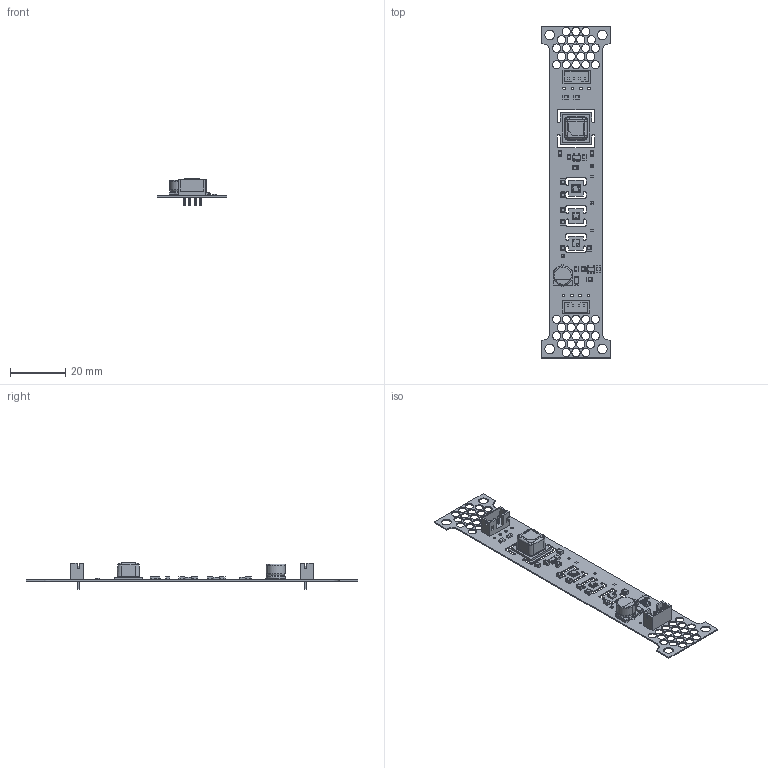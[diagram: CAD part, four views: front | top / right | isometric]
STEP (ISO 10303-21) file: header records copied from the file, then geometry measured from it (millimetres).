
FILE_DESCRIPTION(('Open CASCADE Model'),'2;1');
FILE_NAME('Open CASCADE Shape Model','2024-05-09T15:27:31',('Author'),( 'Open CASCADE'),'Open CASCADE STEP processor 7.5','Open CASCADE 7.5' ,'Unknown');
FILE_SCHEMA(('AUTOMOTIVE_DESIGN { 1 0 10303 214 1 1 1 1 }'));
Length unit declared in the file: millimetre
Products named in the file (32): Open CASCADE STEP translator 7.5 33; Open CASCADE STEP translator 7.5 34; Open CASCADE STEP translator 7.5 35; Open CASCADE STEP translator 7.5 36; Open CASCADE STEP translator 7.5 37; Open CASCADE STEP translator 7.5 38; Open CASCADE STEP translator 7.5 39; Open CASCADE STEP translator 7.5 40; Open CASCADE STEP translator 7.5 41; Open CASCADE STEP translator 7.5 42; Open CASCADE STEP translator 7.5 43; Open CASCADE STEP translator 7.5 44; Open CASCADE STEP translator 7.5 45; Open CASCADE STEP translator 7.5 46; Open CASCADE STEP translator 7.5 47; Open CASCADE STEP translator 7.5 48; Open CASCADE STEP translator 7.5 49; Open CASCADE STEP translator 7.5 50; Open CASCADE STEP translator 7.5 51; Open CASCADE STEP translator 7.5 52; Open CASCADE STEP translator 7.5 53; Open CASCADE STEP translator 7.5 54; Open CASCADE STEP translator 7.5 55; Open CASCADE STEP translator 7.5 56; Open CASCADE STEP translator 7.5 57; Open CASCADE STEP translator 7.5 58; Open CASCADE STEP translator 7.5 59; Open CASCADE STEP translator 7.5 60; Open CASCADE STEP translator 7.5 61; Open CASCADE STEP translator 7.5 62; Open CASCADE STEP translator 7.5 63; Open CASCADE STEP translator 7.5 64
Bounding box: 25 x 120 x 9.68 mm (x, y, z)
Volume: 1748.1 mm3; surface area: 6256.4 mm2
Topology: 109 solids, 109 shells, 2146 faces, 5228 edges, 3255 vertices
Faces by surface type: plane 1176, cylinder 812, sphere 104, bspline 24, torus 22, revolution 8
Full cylindrical faces by diameter (mm): 0.2 x2, 0.25 x20, 0.7 x8, 1 x8, 3 x42, 3.5 x4
Entity records: 64947 total; most frequent: CARTESIAN_POINT 11134, DIRECTION 10916, ORIENTED_EDGE 10232, EDGE_CURVE 5116, AXIS2_PLACEMENT_3D 3733, LINE 3442, VECTOR 3442, VERTEX_POINT 3255
